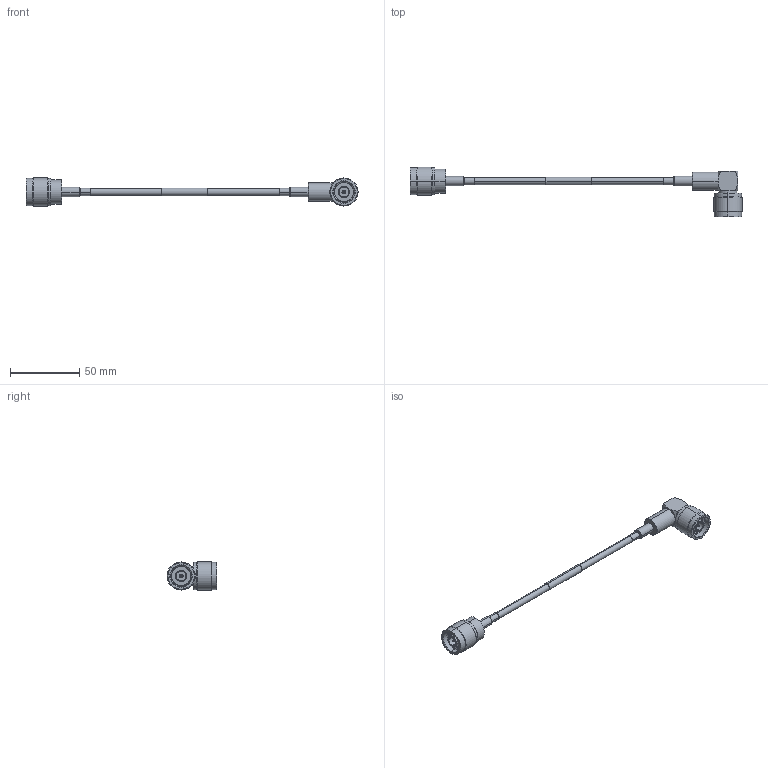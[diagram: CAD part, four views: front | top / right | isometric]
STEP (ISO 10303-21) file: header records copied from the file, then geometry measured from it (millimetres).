
FILE_DESCRIPTION (( 'STEP AP214' ), '1' );
FILE_NAME ('FMC00490_3D.step', '2023-03-06T20:12:41', ( '' ), ( '' ), 'SwSTEP 2.0', 'SolidWorks 2022', '' );
FILE_SCHEMA (( 'AUTOMOTIVE_DESIGN' ));
Length unit declared in the file: inch
Products named in the file (10): SC9107^FMC00490; heat shrink conn 2^FMC00490_conn 1; body^SC9107_FMC00490; heat shrink conn 1^FMC00490_conn 1; FMC00490_3D; Copy of ferrule^FMCN1384_FMC00490; FMCN1384^FMC00490; ferrule^SC9107_FMC00490; Copy of body^FMCN1384_FMC00490; RG142^FMC00490
Assembly tree (9 placements, depth 3):
  FMC00490_3D
    RG142^FMC00490
    SC9107^FMC00490
      body^SC9107_FMC00490
      ferrule^SC9107_FMC00490
    heat shrink conn 1^FMC00490_conn 1
    FMCN1384^FMC00490
      Copy of body^FMCN1384_FMC00490
      Copy of ferrule^FMCN1384_FMC00490
    heat shrink conn 2^FMC00490_conn 1
Bounding box: 239.63 x 36 x 20.32 mm (x, y, z)
Volume: 18564.5 mm3; surface area: 14379.3 mm2
Topology: 8 solids, 9 shells, 940 faces, 1993 edges, 1087 vertices
Faces by surface type: bspline 528, cylinder 219, plane 114, cone 55, torus 24
Entity records: 86703 total; most frequent: CARTESIAN_POINT 71962, ORIENTED_EDGE 3988, EDGE_CURVE 1994, DIRECTION 1618, VERTEX_POINT 1087, EDGE_LOOP 967, ADVANCED_FACE 940, FACE_OUTER_BOUND 940
